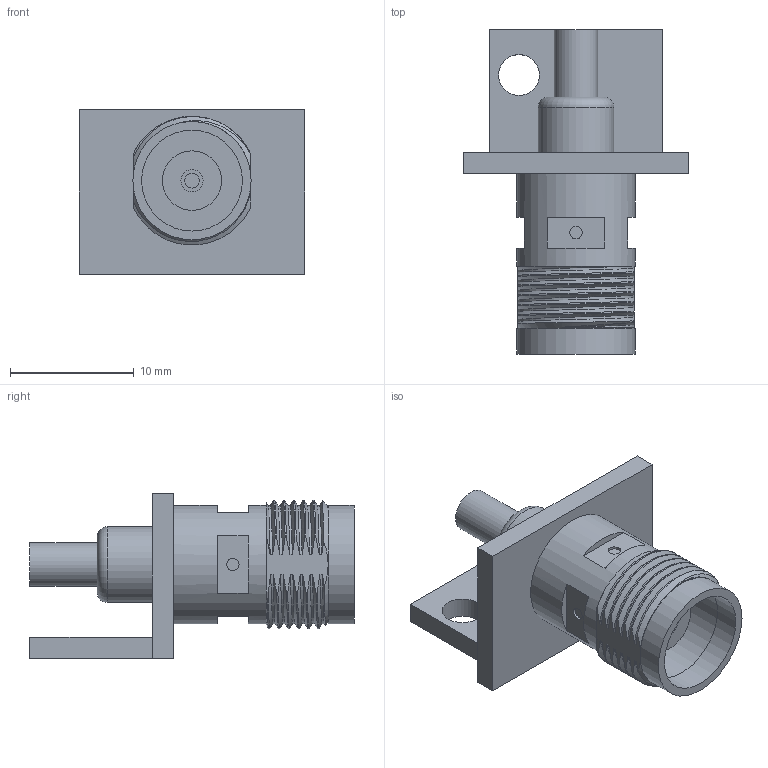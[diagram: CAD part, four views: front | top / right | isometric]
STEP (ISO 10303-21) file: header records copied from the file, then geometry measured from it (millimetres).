
FILE_DESCRIPTION(/* description */ ('STEP AP242','CAx-IF Rec.Pracs.---Representation and Presentation of Product Manufacturing Information (PMI)---4.0---2014-10-13','CAx-IF Rec.Pracs.---3D Tessellated Geometry---0.4---2014-09-14','2;1'),/* implementation_level */ '2;1');
FILE_NAME(/* name */ '6782ea11de28474fc2b5bd9c',/* time_stamp */ '2025-01-11T22:00:50Z',/* author */ (''),/* organization */ (''),/* preprocessor_version */ 'ST-DEVELOPER v20',/* originating_system */ 'ONSHAPE BY PTC INC, 1.192',/* authorisation */ ' ');
FILE_SCHEMA (('AP242_MANAGED_MODEL_BASED_3D_ENGINEERING_MIM_LF { 1 0 10303 442 1 1 4 }'));
Length unit declared in the file: metre
Products named in the file (3): Part 1; Part 2; Part 3
Bounding box: 18.2 x 26.2 x 13.3 mm (x, y, z)
Volume: 1501.8 mm3; surface area: 1964.4 mm2
Topology: 3 solids, 3 shells, 111 faces, 271 edges, 180 vertices
Faces by surface type: cylinder 43, plane 39, bspline 26, cone 2, torus 1
Full cylindrical faces by diameter (mm): 1 x4, 1.2 x1, 1.8 x1, 3.3 x1, 3.5 x1, 4.8 x1, 6.1 x1, 8.15 x3, 9.55 x2
Entity records: 8422 total; most frequent: CARTESIAN_POINT 6069, ORIENTED_EDGE 502, DIRECTION 362, EDGE_CURVE 251, VERTEX_POINT 177, EDGE_LOOP 148, FACE_BOUND 148, AXIS2_PLACEMENT_3D 135
